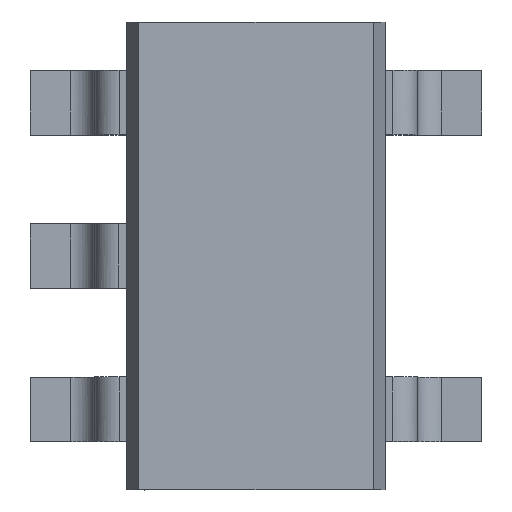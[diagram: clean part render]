
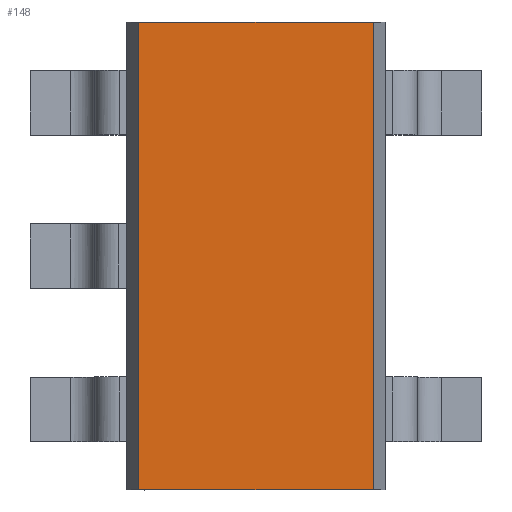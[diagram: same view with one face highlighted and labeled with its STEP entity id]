
A CAD part, top view. The second image highlights one B-rep face of the part: STEP entity #148.
In plain terms, the highlighted planar face has unit normal (0, 0, 1).
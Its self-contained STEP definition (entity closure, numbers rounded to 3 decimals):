
#148=ADVANCED_FACE('',(#227),#1323,.T.);
#227=FACE_OUTER_BOUND('',#306,.T.);
#306=EDGE_LOOP('',(#670,#671,#672,#673));
#670=ORIENTED_EDGE('',*,*,#895,.T.);
#671=ORIENTED_EDGE('',*,*,#896,.T.);
#672=ORIENTED_EDGE('',*,*,#897,.T.);
#673=ORIENTED_EDGE('',*,*,#898,.T.);
#895=EDGE_CURVE('',#1238,#1239,#1096,.T.);
#896=EDGE_CURVE('',#1239,#1240,#1097,.T.);
#897=EDGE_CURVE('',#1240,#1241,#1098,.T.);
#898=EDGE_CURVE('',#1241,#1238,#1099,.T.);
#1096=B_SPLINE_CURVE_WITH_KNOTS('',1,(#2439,#2440),.UNSPECIFIED.,.F.,.F.,
(2,2),(0.,1.454),.UNSPECIFIED.);
#1097=B_SPLINE_CURVE_WITH_KNOTS('',1,(#2441,#2442),.UNSPECIFIED.,.F.,.F.,
(2,2),(1.454,4.354),.UNSPECIFIED.);
#1098=B_SPLINE_CURVE_WITH_KNOTS('',1,(#2443,#2444),.UNSPECIFIED.,.F.,.F.,
(2,2),(4.354,5.809),.UNSPECIFIED.);
#1099=B_SPLINE_CURVE_WITH_KNOTS('',1,(#2445,#2446),.UNSPECIFIED.,.F.,.F.,
(2,2),(5.809,8.709),.UNSPECIFIED.);
#1238=VERTEX_POINT('',#2423);
#1239=VERTEX_POINT('',#2424);
#1240=VERTEX_POINT('',#2425);
#1241=VERTEX_POINT('',#2426);
#1323=PLANE('',#1403);
#1403=AXIS2_PLACEMENT_3D('',#2413,#1466,$);
#1466=DIRECTION('',(0.,0.,1.));
#2413=CARTESIAN_POINT('',(-0.062,3.217,1.2));
#2423=CARTESIAN_POINT('',(1.539,2.926,1.2));
#2424=CARTESIAN_POINT('',(0.084,2.926,1.2));
#2425=CARTESIAN_POINT('',(0.084,0.026,1.2));
#2426=CARTESIAN_POINT('',(1.539,0.026,1.2));
#2439=CARTESIAN_POINT('',(1.539,2.926,1.2));
#2440=CARTESIAN_POINT('',(0.084,2.926,1.2));
#2441=CARTESIAN_POINT('',(0.084,2.926,1.2));
#2442=CARTESIAN_POINT('',(0.084,0.026,1.2));
#2443=CARTESIAN_POINT('',(0.084,0.026,1.2));
#2444=CARTESIAN_POINT('',(1.539,0.026,1.2));
#2445=CARTESIAN_POINT('',(1.539,0.026,1.2));
#2446=CARTESIAN_POINT('',(1.539,2.926,1.2));
